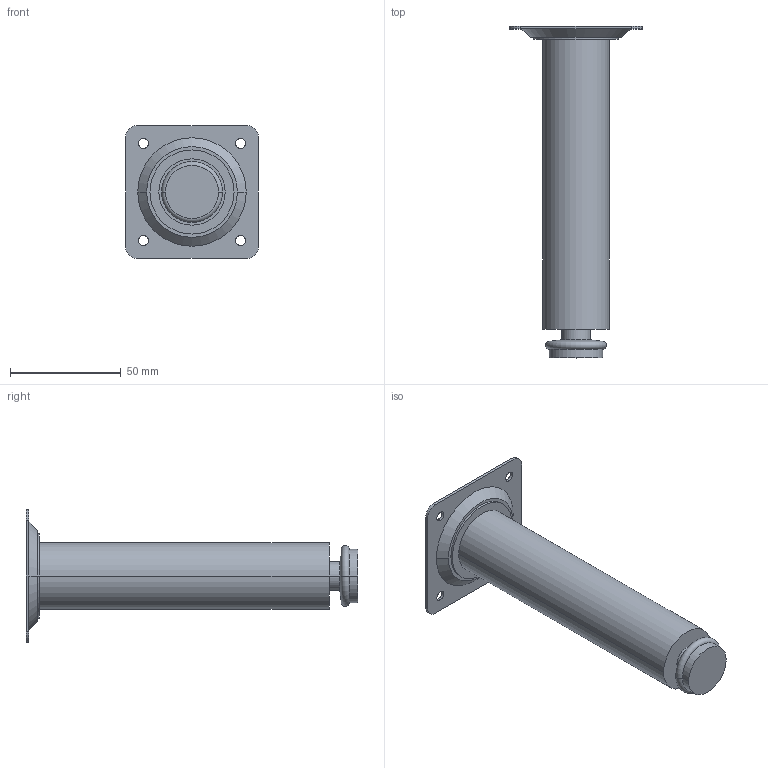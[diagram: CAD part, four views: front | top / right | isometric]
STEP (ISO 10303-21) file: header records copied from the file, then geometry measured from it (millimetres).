
FILE_DESCRIPTION (( 'STEP AP214' ), '1' );
FILE_NAME ('F001955,F001956,F003055_3D.step', '2022-10-10T13:53:35', ( '' ), ( '' ), 'SwSTEP 2.0', 'SolidWorks 2020', '' );
FILE_SCHEMA (( 'AUTOMOTIVE_DESIGN' ));
Length unit declared in the file: millimetre
Products named in the file (1): F001955,F001956,F003055_3D
Bounding box: 60 x 150 x 60 mm (x, y, z)
Volume: 108810.9 mm3; surface area: 21667.4 mm2
Topology: 1 solids, 1 shells, 36 faces, 84 edges, 54 vertices
Faces by surface type: cylinder 20, plane 10, cone 4, torus 2
Entity records: 1098 total; most frequent: DIRECTION 206, CARTESIAN_POINT 175, ORIENTED_EDGE 168, AXIS2_PLACEMENT_3D 85, EDGE_CURVE 84, VERTEX_POINT 54, EDGE_LOOP 48, CIRCLE 48
